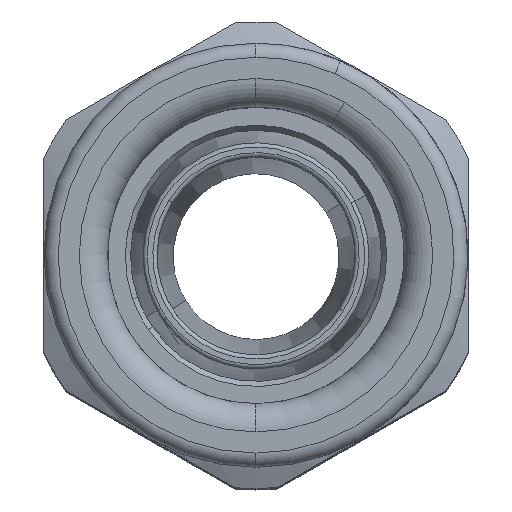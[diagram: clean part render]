
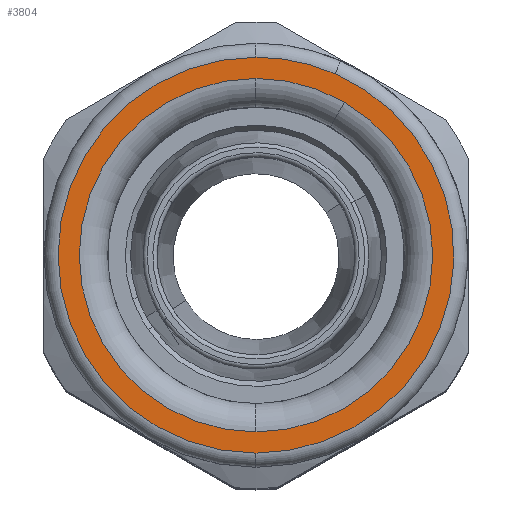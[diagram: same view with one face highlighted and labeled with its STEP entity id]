
A CAD part, top view. The second image highlights one B-rep face of the part: STEP entity #3804.
In plain terms, the highlighted planar face has unit normal (0, 0, 1).
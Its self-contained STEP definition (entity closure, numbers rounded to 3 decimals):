
#3639=AXIS2_PLACEMENT_3D('Circle Axis2P3D',#3637,#3638,$) ;
#3657=AXIS2_PLACEMENT_3D('Circle Axis2P3D',#3655,#3656,$) ;
#3682=AXIS2_PLACEMENT_3D('Circle Axis2P3D',#3680,#3681,$) ;
#3771=AXIS2_PLACEMENT_3D('Plane Axis2P3D',#3768,#3769,#3770) ;
#3780=AXIS2_PLACEMENT_3D('Circle Axis2P3D',#3778,#3779,$) ;
#3789=AXIS2_PLACEMENT_3D('Circle Axis2P3D',#3787,#3788,$) ;
#3796=AXIS2_PLACEMENT_3D('Circle Axis2P3D',#3794,#3795,$) ;
#3627=CARTESIAN_POINT('Vertex',(20.595,29.333,78.4)) ;
#3634=CARTESIAN_POINT('Vertex',(15.,30.5,78.4)) ;
#3637=CARTESIAN_POINT('Axis2P3D Location',(15.,16.5,78.4)) ;
#3655=CARTESIAN_POINT('Axis2P3D Location',(15.,16.5,78.4)) ;
#3659=CARTESIAN_POINT('Vertex',(15.,2.5,78.4)) ;
#3680=CARTESIAN_POINT('Axis2P3D Location',(15.,16.5,78.4)) ;
#3768=CARTESIAN_POINT('Axis2P3D Location',(15.,16.5,78.4)) ;
#3778=CARTESIAN_POINT('Axis2P3D Location',(15.,16.5,78.4)) ;
#3782=CARTESIAN_POINT('Vertex',(21.264,27.317,78.4)) ;
#3784=CARTESIAN_POINT('Vertex',(15.,29.,78.4)) ;
#3787=CARTESIAN_POINT('Axis2P3D Location',(15.,16.5,78.4)) ;
#3791=CARTESIAN_POINT('Vertex',(15.,4.,78.4)) ;
#3794=CARTESIAN_POINT('Axis2P3D Location',(15.,16.5,78.4)) ;
#3638=DIRECTION('Axis2P3D Direction',(0.,0.,1.)) ;
#3656=DIRECTION('Axis2P3D Direction',(0.,0.,1.)) ;
#3681=DIRECTION('Axis2P3D Direction',(0.,0.,1.)) ;
#3769=DIRECTION('Axis2P3D Direction',(0.,0.,1.)) ;
#3770=DIRECTION('Axis2P3D XDirection',(0.,1.,0.)) ;
#3779=DIRECTION('Axis2P3D Direction',(0.,0.,1.)) ;
#3788=DIRECTION('Axis2P3D Direction',(0.,0.,1.)) ;
#3795=DIRECTION('Axis2P3D Direction',(0.,0.,1.)) ;
#3774=ORIENTED_EDGE('',*,*,#3661,.T.) ;
#3775=ORIENTED_EDGE('',*,*,#3641,.T.) ;
#3776=ORIENTED_EDGE('',*,*,#3684,.T.) ;
#3800=ORIENTED_EDGE('',*,*,#3786,.F.) ;
#3801=ORIENTED_EDGE('',*,*,#3793,.F.) ;
#3802=ORIENTED_EDGE('',*,*,#3798,.F.) ;
#3803=FACE_BOUND('',#3799,.T.) ;
#3804=ADVANCED_FACE('Part1.1\\Koerper.2',(#3777,#3803),#3772,.T.) ;
#3640=CIRCLE('generated circle',#3639,14.) ;
#3658=CIRCLE('generated circle',#3657,14.) ;
#3683=CIRCLE('generated circle',#3682,14.) ;
#3781=CIRCLE('generated circle',#3780,12.5) ;
#3790=CIRCLE('generated circle',#3789,12.5) ;
#3797=CIRCLE('generated circle',#3796,12.5) ;
#3641=EDGE_CURVE('',#3628,#3635,#3640,.T.) ;
#3661=EDGE_CURVE('',#3660,#3628,#3658,.T.) ;
#3684=EDGE_CURVE('',#3635,#3660,#3683,.T.) ;
#3786=EDGE_CURVE('',#3783,#3785,#3781,.T.) ;
#3793=EDGE_CURVE('',#3792,#3783,#3790,.T.) ;
#3798=EDGE_CURVE('',#3785,#3792,#3797,.T.) ;
#3773=EDGE_LOOP('',(#3774,#3775,#3776)) ;
#3799=EDGE_LOOP('',(#3800,#3801,#3802)) ;
#3777=FACE_OUTER_BOUND('',#3773,.T.) ;
#3772=PLANE('',#3771) ;
#3628=VERTEX_POINT('',#3627) ;
#3635=VERTEX_POINT('',#3634) ;
#3660=VERTEX_POINT('',#3659) ;
#3783=VERTEX_POINT('',#3782) ;
#3785=VERTEX_POINT('',#3784) ;
#3792=VERTEX_POINT('',#3791) ;
